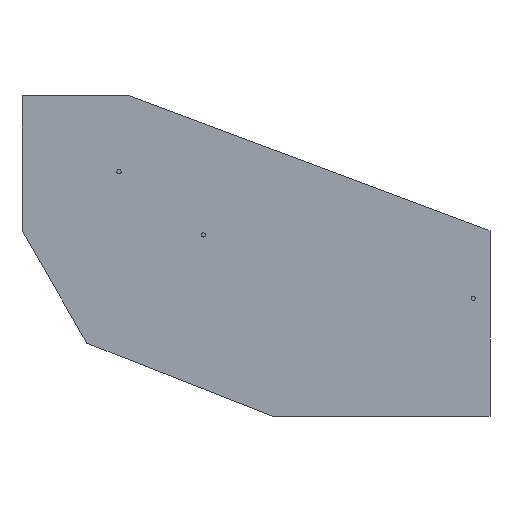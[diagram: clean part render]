
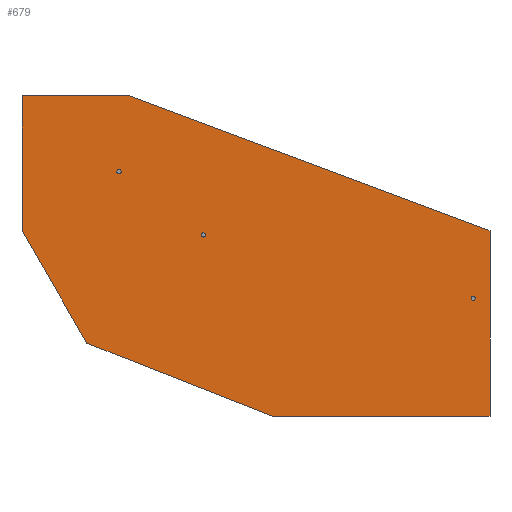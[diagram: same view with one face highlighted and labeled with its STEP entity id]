
A CAD part, front view. The second image highlights one B-rep face of the part: STEP entity #679.
In plain terms, the highlighted planar face has unit normal (0, -1, 0).
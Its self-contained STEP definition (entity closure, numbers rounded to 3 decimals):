
#77=FACE_BOUND('',#182,.T.);
#78=FACE_BOUND('',#183,.T.);
#79=FACE_BOUND('',#184,.T.);
#83=CIRCLE('',#781,2.5);
#84=CIRCLE('',#783,2.5);
#85=CIRCLE('',#785,2.5);
#140=FACE_OUTER_BOUND('',#181,.T.);
#181=EDGE_LOOP('',(#510,#511,#512,#513,#514,#515,#516));
#182=EDGE_LOOP('',(#517));
#183=EDGE_LOOP('',(#518));
#184=EDGE_LOOP('',(#519));
#214=LINE('',#1117,#260);
#222=LINE('',#1139,#268);
#225=LINE('',#1145,#271);
#228=LINE('',#1150,#274);
#229=LINE('',#1153,#275);
#231=LINE('',#1156,#277);
#235=LINE('',#1170,#281);
#260=VECTOR('',#874,10.);
#268=VECTOR('',#892,10.);
#271=VECTOR('',#897,10.);
#274=VECTOR('',#902,10.);
#275=VECTOR('',#905,10.);
#277=VECTOR('',#909,10.);
#281=VECTOR('',#927,10.);
#306=VERTEX_POINT('',#1114);
#307=VERTEX_POINT('',#1116);
#316=VERTEX_POINT('',#1138);
#317=VERTEX_POINT('',#1142);
#318=VERTEX_POINT('',#1144);
#319=VERTEX_POINT('',#1148);
#320=VERTEX_POINT('',#1152);
#321=VERTEX_POINT('',#1158);
#322=VERTEX_POINT('',#1162);
#323=VERTEX_POINT('',#1166);
#370=EDGE_CURVE('',#306,#307,#214,.T.);
#381=EDGE_CURVE('',#316,#307,#222,.T.);
#384=EDGE_CURVE('',#318,#317,#225,.T.);
#387=EDGE_CURVE('',#306,#319,#228,.T.);
#388=EDGE_CURVE('',#320,#316,#229,.T.);
#390=EDGE_CURVE('',#319,#318,#231,.T.);
#391=EDGE_CURVE('',#321,#321,#83,.T.);
#393=EDGE_CURVE('',#322,#322,#84,.T.);
#395=EDGE_CURVE('',#323,#323,#85,.T.);
#397=EDGE_CURVE('',#317,#320,#235,.T.);
#510=ORIENTED_EDGE('',*,*,#370,.F.);
#511=ORIENTED_EDGE('',*,*,#387,.T.);
#512=ORIENTED_EDGE('',*,*,#390,.T.);
#513=ORIENTED_EDGE('',*,*,#384,.T.);
#514=ORIENTED_EDGE('',*,*,#397,.T.);
#515=ORIENTED_EDGE('',*,*,#388,.T.);
#516=ORIENTED_EDGE('',*,*,#381,.T.);
#517=ORIENTED_EDGE('',*,*,#391,.T.);
#518=ORIENTED_EDGE('',*,*,#393,.T.);
#519=ORIENTED_EDGE('',*,*,#395,.T.);
#663=PLANE('',#786);
#679=ADVANCED_FACE('',(#140,#77,#78,#79),#663,.T.);
#781=AXIS2_PLACEMENT_3D('',#1159,#912,#913);
#783=AXIS2_PLACEMENT_3D('',#1163,#917,#918);
#785=AXIS2_PLACEMENT_3D('',#1167,#922,#923);
#786=AXIS2_PLACEMENT_3D('',#1169,#925,#926);
#874=DIRECTION('',(-0.931,0.,0.366));
#892=DIRECTION('',(0.5,0.,-0.866));
#897=DIRECTION('',(-0.937,0.,0.351));
#902=DIRECTION('',(1.,0.,0.));
#905=DIRECTION('',(0.,0.,-1.));
#909=DIRECTION('',(0.,0.,1.));
#912=DIRECTION('center_axis',(0.,1.,0.));
#913=DIRECTION('ref_axis',(-1.,0.,0.));
#917=DIRECTION('center_axis',(0.,1.,0.));
#918=DIRECTION('ref_axis',(-1.,0.,0.));
#922=DIRECTION('center_axis',(0.,1.,0.));
#923=DIRECTION('ref_axis',(-1.,0.,0.));
#925=DIRECTION('center_axis',(0.,-1.,0.));
#926=DIRECTION('ref_axis',(0.,0.,-1.));
#927=DIRECTION('',(-1.,0.,0.));
#1114=CARTESIAN_POINT('',(19.517,-2.5,-100.));
#1116=CARTESIAN_POINT('',(-200.483,-2.5,-13.397));
#1117=CARTESIAN_POINT('',(-60.974,-2.5,-68.315));
#1138=CARTESIAN_POINT('',(-277.5,-2.5,120.));
#1139=CARTESIAN_POINT('',(-216.832,-2.5,14.919));
#1142=CARTESIAN_POINT('',(-150.,-2.5,280.));
#1144=CARTESIAN_POINT('',(277.5,-2.5,120.));
#1145=CARTESIAN_POINT('',(175.495,-2.5,158.177));
#1148=CARTESIAN_POINT('',(277.5,-2.5,-100.));
#1150=CARTESIAN_POINT('',(-75.241,-2.5,-100.));
#1152=CARTESIAN_POINT('',(-277.5,-2.5,280.));
#1153=CARTESIAN_POINT('',(-277.5,-2.5,280.));
#1156=CARTESIAN_POINT('',(277.5,-2.5,-280.));
#1158=CARTESIAN_POINT('',(-160.,-2.5,190.));
#1159=CARTESIAN_POINT('Origin',(-162.5,-2.5,190.));
#1162=CARTESIAN_POINT('',(-60.,-2.5,115.));
#1163=CARTESIAN_POINT('Origin',(-62.5,-2.5,115.));
#1166=CARTESIAN_POINT('',(260.,-2.5,40.));
#1167=CARTESIAN_POINT('Origin',(257.5,-2.5,40.));
#1169=CARTESIAN_POINT('Origin',(0.,-2.5,0.));
#1170=CARTESIAN_POINT('',(277.5,-2.5,280.));
